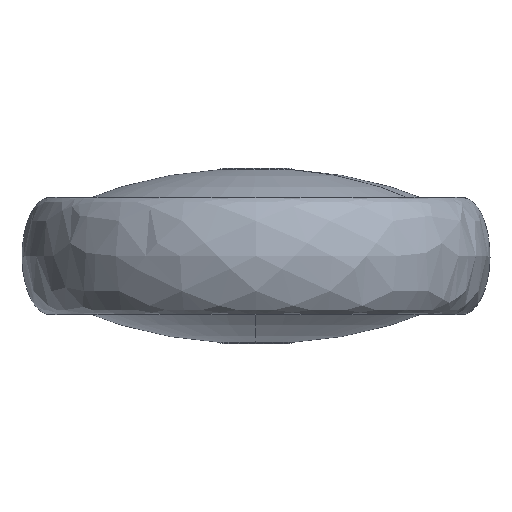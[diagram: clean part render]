
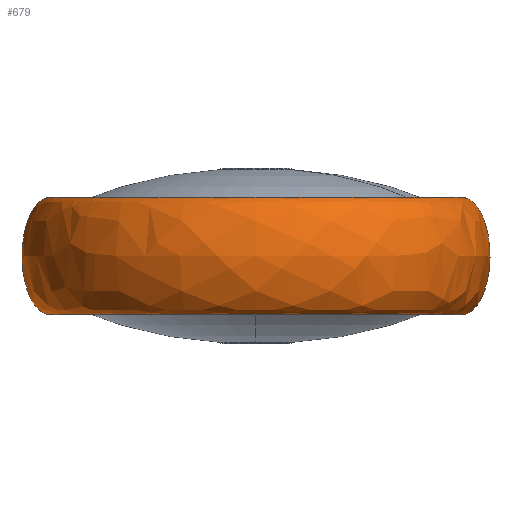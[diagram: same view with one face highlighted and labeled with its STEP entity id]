
A CAD part, left-side view. The second image highlights one B-rep face of the part: STEP entity #679.
In plain terms, the highlighted free-form (B-spline) face has degree [3, 3] with [4, 4] control points.
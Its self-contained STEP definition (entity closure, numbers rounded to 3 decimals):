
#119 = AXIS2_PLACEMENT_3D ( 'NONE', #391, #1380, #597 ) ;
#156 = CARTESIAN_POINT ( 'NONE',  ( -141., -70.5, -20. ) ) ;
#167 = CARTESIAN_POINT ( 'NONE',  ( 0., -70.5, -20. ) ) ;
#196 = CARTESIAN_POINT ( 'NONE',  ( 0., -70.5, -20. ) ) ;
#267 = CIRCLE ( 'NONE', #119, 70.5 ) ;
#278 = FACE_OUTER_BOUND ( 'NONE', #1750, .T. ) ;
#325 = VERTEX_POINT ( 'NONE', #2025 ) ;
#381 = EDGE_CURVE ( 'NONE', #1696, #325, #962, .T. ) ;
#391 = CARTESIAN_POINT ( 'NONE',  ( 0., 0., 20. ) ) ;
#565 = AXIS2_PLACEMENT_3D ( 'NONE', #1001, #1478, #1488 ) ;
#597 = DIRECTION ( 'NONE',  ( -1., 0., 0. ) ) ;
#662 =( BOUNDED_SURFACE ( )  B_SPLINE_SURFACE ( 3, 3, ( 
 ( #196, #156, #705, #1388 ),
 ( #1385, #1343, #1336, #1328 ),
 ( #1326, #1318, #1307, #1281 ),
 ( #1271, #1238, #1232, #1207 ) ),
 .UNSPECIFIED., .F., .F., .T. ) 
 B_SPLINE_SURFACE_WITH_KNOTS ( ( 4, 4 ),
 ( 4, 4 ),
 ( 0., 1. ),
 ( 0., 1. ),
 .UNSPECIFIED. ) 
 GEOMETRIC_REPRESENTATION_ITEM ( )  RATIONAL_B_SPLINE_SURFACE ( (
 ( 1., 0.333, 0.333, 1.),
 ( 0.333, 0.111, 0.111, 0.333),
 ( 0.333, 0.111, 0.111, 0.333),
 ( 1., 0.333, 0.333, 1.) ) ) 
 REPRESENTATION_ITEM ( '' )  SURFACE ( )  );
#679 = ADVANCED_FACE ( 'NONE', ( #278 ), #662, .T. ) ;
#705 = CARTESIAN_POINT ( 'NONE',  ( -141., 70.5, -20. ) ) ;
#834 = ORIENTED_EDGE ( 'NONE', *, *, #1582, .T. ) ;
#871 = ORIENTED_EDGE ( 'NONE', *, *, #1127, .T. ) ;
#934 = ORIENTED_EDGE ( 'NONE', *, *, #1351, .F. ) ;
#953 = CARTESIAN_POINT ( 'NONE',  ( 0., -70.5, 20. ) ) ;
#962 =( BOUNDED_CURVE ( )  B_SPLINE_CURVE ( 3, ( #2017, #1676, #1557, #1547 ),
 .UNSPECIFIED., .F., .T. ) 
 B_SPLINE_CURVE_WITH_KNOTS ( ( 4, 4 ),
 ( 0., 1. ),
 .UNSPECIFIED. ) 
 CURVE ( )  GEOMETRIC_REPRESENTATION_ITEM ( )  RATIONAL_B_SPLINE_CURVE ( ( 1., 0.333, 0.333, 1. ) ) 
 REPRESENTATION_ITEM ( '' )  );
#996 = VERTEX_POINT ( 'NONE', #1141 ) ;
#1001 = CARTESIAN_POINT ( 'NONE',  ( 0., 0., -20. ) ) ;
#1127 = EDGE_CURVE ( 'NONE', #996, #2034, #1653, .T. ) ;
#1141 = CARTESIAN_POINT ( 'NONE',  ( 0., -70.5, -20. ) ) ;
#1207 = CARTESIAN_POINT ( 'NONE',  ( 0., 70.5, 20. ) ) ;
#1232 = CARTESIAN_POINT ( 'NONE',  ( -141., 70.5, 20. ) ) ;
#1238 = CARTESIAN_POINT ( 'NONE',  ( -141., -70.5, 20. ) ) ;
#1271 = CARTESIAN_POINT ( 'NONE',  ( 0., -70.5, 20. ) ) ;
#1281 = CARTESIAN_POINT ( 'NONE',  ( 0., 89.5, 20. ) ) ;
#1298 = CARTESIAN_POINT ( 'NONE',  ( 0., -70.5, 20. ) ) ;
#1307 = CARTESIAN_POINT ( 'NONE',  ( -179., 89.5, 20. ) ) ;
#1318 = CARTESIAN_POINT ( 'NONE',  ( -179., -89.5, 20. ) ) ;
#1326 = CARTESIAN_POINT ( 'NONE',  ( 0., -89.5, 20. ) ) ;
#1328 = CARTESIAN_POINT ( 'NONE',  ( 0., 89.5, -20. ) ) ;
#1336 = CARTESIAN_POINT ( 'NONE',  ( -179., 89.5, -20. ) ) ;
#1338 = CIRCLE ( 'NONE', #565, 70.5 ) ;
#1343 = CARTESIAN_POINT ( 'NONE',  ( -179., -89.5, -20. ) ) ;
#1351 = EDGE_CURVE ( 'NONE', #996, #1696, #1338, .T. ) ;
#1380 = DIRECTION ( 'NONE',  ( 0., 0., -1. ) ) ;
#1385 = CARTESIAN_POINT ( 'NONE',  ( 0., -89.5, -20. ) ) ;
#1388 = CARTESIAN_POINT ( 'NONE',  ( 0., 70.5, -20. ) ) ;
#1478 = DIRECTION ( 'NONE',  ( 0., 0., -1. ) ) ;
#1488 = DIRECTION ( 'NONE',  ( -1., 0., 0. ) ) ;
#1515 = CARTESIAN_POINT ( 'NONE',  ( 0., 70.5, -20. ) ) ;
#1522 = ORIENTED_EDGE ( 'NONE', *, *, #381, .F. ) ;
#1547 = CARTESIAN_POINT ( 'NONE',  ( 0., 70.5, 20. ) ) ;
#1557 = CARTESIAN_POINT ( 'NONE',  ( 0., 89.5, 20. ) ) ;
#1582 = EDGE_CURVE ( 'NONE', #2034, #325, #267, .T. ) ;
#1653 =( BOUNDED_CURVE ( )  B_SPLINE_CURVE ( 3, ( #167, #2119, #1963, #1298 ),
 .UNSPECIFIED., .F., .F. ) 
 B_SPLINE_CURVE_WITH_KNOTS ( ( 4, 4 ),
 ( 0., 1. ),
 .UNSPECIFIED. ) 
 CURVE ( )  GEOMETRIC_REPRESENTATION_ITEM ( )  RATIONAL_B_SPLINE_CURVE ( ( 1., 0.333, 0.333, 1. ) ) 
 REPRESENTATION_ITEM ( '' )  );
#1676 = CARTESIAN_POINT ( 'NONE',  ( 0., 89.5, -20. ) ) ;
#1696 = VERTEX_POINT ( 'NONE', #1515 ) ;
#1750 = EDGE_LOOP ( 'NONE', ( #934, #871, #834, #1522 ) ) ;
#1963 = CARTESIAN_POINT ( 'NONE',  ( 0., -89.5, 20. ) ) ;
#2017 = CARTESIAN_POINT ( 'NONE',  ( 0., 70.5, -20. ) ) ;
#2025 = CARTESIAN_POINT ( 'NONE',  ( 0., 70.5, 20. ) ) ;
#2034 = VERTEX_POINT ( 'NONE', #953 ) ;
#2119 = CARTESIAN_POINT ( 'NONE',  ( 0., -89.5, -20. ) ) ;
